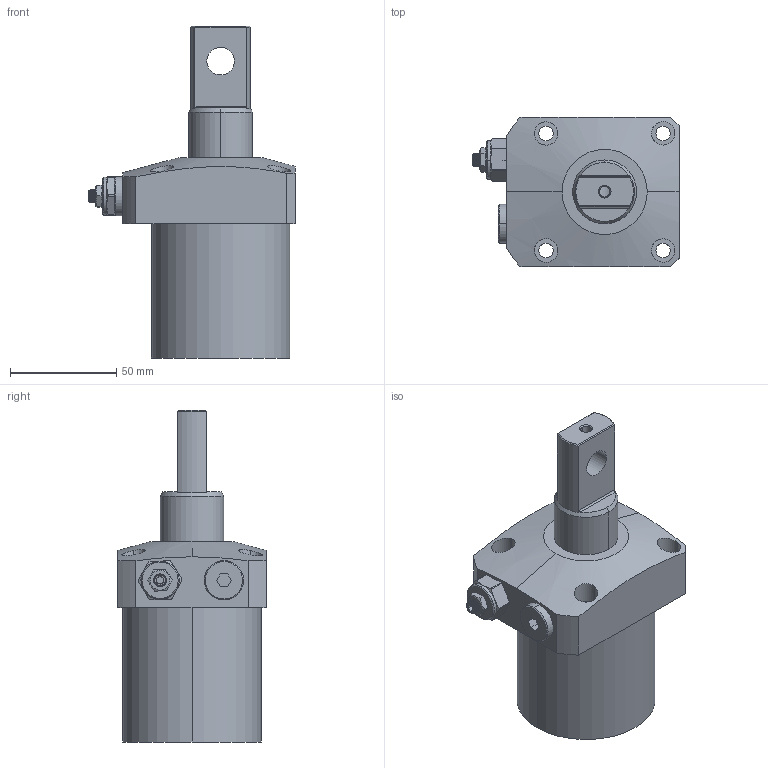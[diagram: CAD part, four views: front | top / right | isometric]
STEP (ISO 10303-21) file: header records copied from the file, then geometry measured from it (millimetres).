
FILE_DESCRIPTION (( 'STEP AP203' ), '1' );
FILE_NAME ('CHA-065Dx90C.STEP', '2019-12-06T08:51:20', ( '' ), ( '' ), 'SwSTEP 2.0', 'SolidWorks 2017', '' );
FILE_SCHEMA (( 'CONFIG_CONTROL_DESIGN' ));
Length unit declared in the file: millimetre
Products named in the file (10): 20概极; CHA-065掛极; hex thin nuts-grades ab-chamfered gb(GB_FASTENER_NUT_STNAB M6-S); CZL20覃厒概; G1-4黑芛; 20粟銅蹟譫; CHA-065Dx90C; 20概郋; 20覃厒裝; CHA-065D(双臂）活塞杆
Assembly tree (9 placements, depth 3):
  CHA-065Dx90C
    CHA-065掛极
    CHA-065D(双臂）活塞杆
    G1-4黑芛
    CZL20覃厒概
      20概极
      20概郋
      20粟銅蹟譫
      20覃厒裝
      hex thin nuts-grades ab-chamfered gb(GB_FASTENER_NUT_STNAB M6-S)
Bounding box: 96.9 x 70 x 156 mm (x, y, z)
Volume: 352474.9 mm3; surface area: 64130.9 mm2
Topology: 9 solids, 9 shells, 504 faces, 1313 edges, 843 vertices
Faces by surface type: cylinder 204, plane 114, bspline 109, cone 77
Entity records: 48463 total; most frequent: CARTESIAN_POINT 36589, ORIENTED_EDGE 2622, DIRECTION 1798, EDGE_CURVE 1311, VERTEX_POINT 843, AXIS2_PLACEMENT_3D 689, EDGE_LOOP 560, ADVANCED_FACE 504
